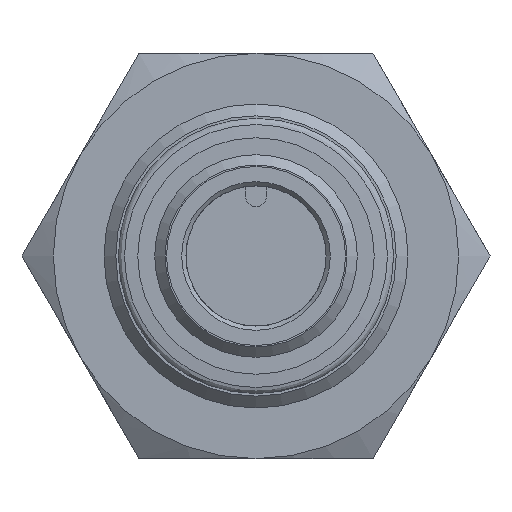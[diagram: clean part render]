
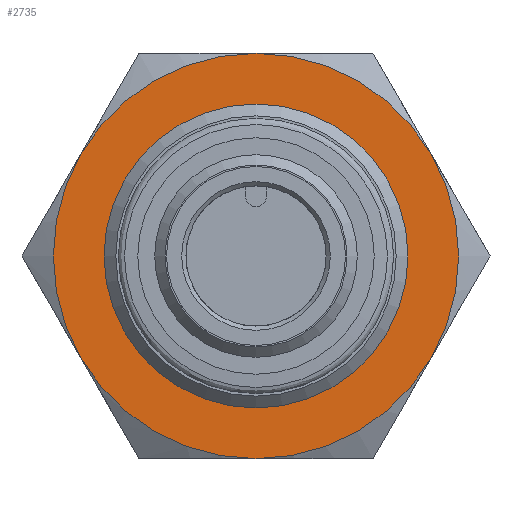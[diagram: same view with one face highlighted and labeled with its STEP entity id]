
A CAD part, left-side view. The second image highlights one B-rep face of the part: STEP entity #2735.
In plain terms, the highlighted planar face has unit normal (-1, 0, 0).
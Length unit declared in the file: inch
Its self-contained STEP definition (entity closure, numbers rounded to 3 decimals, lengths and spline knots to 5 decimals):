
#17 = DIRECTION ( 'NONE',  ( 0., 0., -1. ) ) ;
#115 = ORIENTED_EDGE ( 'NONE', *, *, #1916, .F. ) ;
#301 = VERTEX_POINT ( 'NONE', #2485 ) ;
#308 = CARTESIAN_POINT ( 'NONE',  ( 0.71654, 0., 0. ) ) ;
#325 = DIRECTION ( 'NONE',  ( 0., 0., -1. ) ) ;
#342 = VERTEX_POINT ( 'NONE', #1771 ) ;
#355 = CIRCLE ( 'NONE', #1705, 0.47244 ) ;
#392 = AXIS2_PLACEMENT_3D ( 'NONE', #2934, #3655, #1906 ) ;
#426 = ORIENTED_EDGE ( 'NONE', *, *, #3789, .F. ) ;
#483 = CIRCLE ( 'NONE', #2447, 0.35433 ) ;
#586 = FACE_OUTER_BOUND ( 'NONE', #942, .T. ) ;
#742 = EDGE_LOOP ( 'NONE', ( #1148 ) ) ;
#942 = EDGE_LOOP ( 'NONE', ( #426, #3688, #1643, #3253, #115, #3632 ) ) ;
#1057 = CARTESIAN_POINT ( 'NONE',  ( 0.71654, 0., -0.47244 ) ) ;
#1148 = ORIENTED_EDGE ( 'NONE', *, *, #1408, .T. ) ;
#1214 = DIRECTION ( 'NONE',  ( 1., 0., 0. ) ) ;
#1254 = AXIS2_PLACEMENT_3D ( 'NONE', #308, #3070, #325 ) ;
#1350 = EDGE_CURVE ( 'NONE', #2785, #1947, #2807, .T. ) ;
#1408 = EDGE_CURVE ( 'NONE', #301, #301, #483, .T. ) ;
#1545 = DIRECTION ( 'NONE',  ( 0., 0., 1. ) ) ;
#1643 = ORIENTED_EDGE ( 'NONE', *, *, #3445, .F. ) ;
#1665 = CIRCLE ( 'NONE', #3015, 0.47244 ) ;
#1705 = AXIS2_PLACEMENT_3D ( 'NONE', #2907, #3553, #2885 ) ;
#1771 = CARTESIAN_POINT ( 'NONE',  ( 0.71654, 0.40915, -0.23622 ) ) ;
#1813 = FACE_BOUND ( 'NONE', #742, .T. ) ;
#1834 = DIRECTION ( 'NONE',  ( 1., 0., 0. ) ) ;
#1906 = DIRECTION ( 'NONE',  ( 0., 0., -1. ) ) ;
#1916 = EDGE_CURVE ( 'NONE', #342, #3473, #355, .T. ) ;
#1947 = VERTEX_POINT ( 'NONE', #3239 ) ;
#2088 = DIRECTION ( 'NONE',  ( 1., 0., 0. ) ) ;
#2116 = CIRCLE ( 'NONE', #392, 0.47244 ) ;
#2246 = DIRECTION ( 'NONE',  ( 1., 0., 0. ) ) ;
#2304 = CARTESIAN_POINT ( 'NONE',  ( 0.71654, -0.40915, 0.23622 ) ) ;
#2318 = CARTESIAN_POINT ( 'NONE',  ( 0.71654, 0., 0.47244 ) ) ;
#2423 = DIRECTION ( 'NONE',  ( 0., 0., -1. ) ) ;
#2447 = AXIS2_PLACEMENT_3D ( 'NONE', #3608, #2246, #1545 ) ;
#2485 = CARTESIAN_POINT ( 'NONE',  ( 0.71654, 0., 0.35433 ) ) ;
#2735 = ADVANCED_FACE ( 'NONE', ( #586, #1813 ), #3248, .F. ) ;
#2774 = VERTEX_POINT ( 'NONE', #2318 ) ;
#2775 = AXIS2_PLACEMENT_3D ( 'NONE', #3881, #1834, #4259 ) ;
#2785 = VERTEX_POINT ( 'NONE', #2304 ) ;
#2807 = CIRCLE ( 'NONE', #2775, 0.47244 ) ;
#2885 = DIRECTION ( 'NONE',  ( 0., 0., -1. ) ) ;
#2907 = CARTESIAN_POINT ( 'NONE',  ( 0.71654, 0., 0. ) ) ;
#2934 = CARTESIAN_POINT ( 'NONE',  ( 0.71654, 0., 0. ) ) ;
#2949 = CIRCLE ( 'NONE', #1254, 0.47244 ) ;
#3015 = AXIS2_PLACEMENT_3D ( 'NONE', #3451, #3784, #2423 ) ;
#3070 = DIRECTION ( 'NONE',  ( 1., 0., 0. ) ) ;
#3106 = EDGE_CURVE ( 'NONE', #3473, #2774, #3690, .T. ) ;
#3148 = VERTEX_POINT ( 'NONE', #1057 ) ;
#3158 = CARTESIAN_POINT ( 'NONE',  ( 0.71654, 0., 0. ) ) ;
#3239 = CARTESIAN_POINT ( 'NONE',  ( 0.71654, -0.40915, -0.23622 ) ) ;
#3248 = PLANE ( 'NONE',  #3814 ) ;
#3253 = ORIENTED_EDGE ( 'NONE', *, *, #3106, .F. ) ;
#3271 = AXIS2_PLACEMENT_3D ( 'NONE', #3158, #2088, #17 ) ;
#3445 = EDGE_CURVE ( 'NONE', #2774, #2785, #1665, .T. ) ;
#3451 = CARTESIAN_POINT ( 'NONE',  ( 0.71654, 0., 0. ) ) ;
#3473 = VERTEX_POINT ( 'NONE', #4441 ) ;
#3553 = DIRECTION ( 'NONE',  ( 1., 0., 0. ) ) ;
#3592 = CARTESIAN_POINT ( 'NONE',  ( 0.71654, 0., 0. ) ) ;
#3608 = CARTESIAN_POINT ( 'NONE',  ( 0.71654, 0., 0. ) ) ;
#3632 = ORIENTED_EDGE ( 'NONE', *, *, #3704, .F. ) ;
#3655 = DIRECTION ( 'NONE',  ( 1., 0., 0. ) ) ;
#3688 = ORIENTED_EDGE ( 'NONE', *, *, #1350, .F. ) ;
#3690 = CIRCLE ( 'NONE', #3271, 0.47244 ) ;
#3704 = EDGE_CURVE ( 'NONE', #3148, #342, #2949, .T. ) ;
#3784 = DIRECTION ( 'NONE',  ( 1., 0., 0. ) ) ;
#3789 = EDGE_CURVE ( 'NONE', #1947, #3148, #2116, .T. ) ;
#3814 = AXIS2_PLACEMENT_3D ( 'NONE', #3592, #1214, #3960 ) ;
#3881 = CARTESIAN_POINT ( 'NONE',  ( 0.71654, 0., 0. ) ) ;
#3960 = DIRECTION ( 'NONE',  ( 0., 0., -1. ) ) ;
#4259 = DIRECTION ( 'NONE',  ( 0., 0., -1. ) ) ;
#4441 = CARTESIAN_POINT ( 'NONE',  ( 0.71654, 0.40915, 0.23622 ) ) ;
